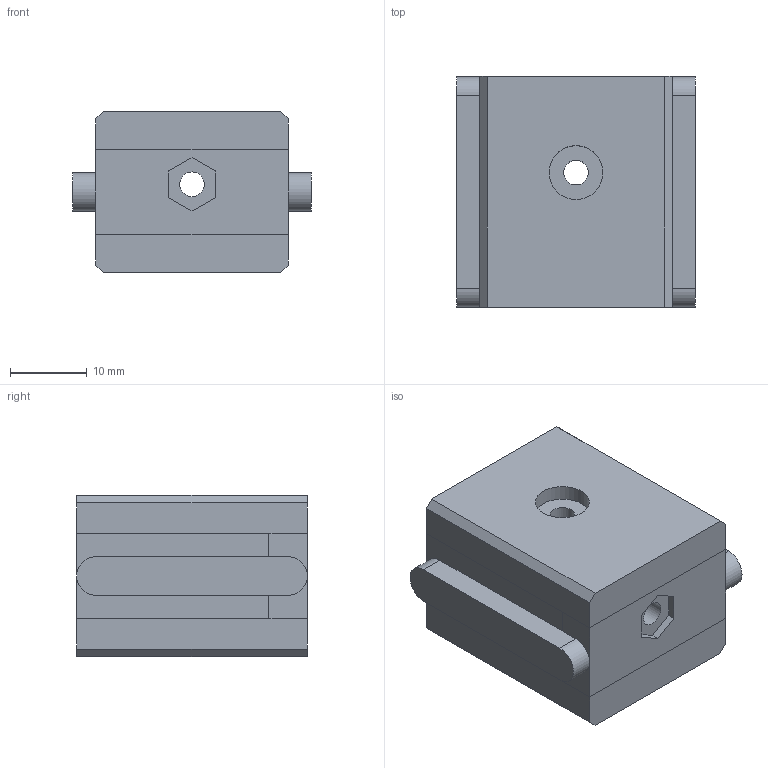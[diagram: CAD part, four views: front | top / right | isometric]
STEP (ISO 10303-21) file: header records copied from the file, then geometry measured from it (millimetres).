
FILE_DESCRIPTION(('FreeCAD Model'),'2;1');
FILE_NAME('Open CASCADE Shape Model','2023-08-16T16:58:55',('Author'),( ''),'Open CASCADE STEP processor 7.6','FreeCAD','Unknown');
FILE_SCHEMA(('AUTOMOTIVE_DESIGN { 1 0 10303 214 1 1 1 1 }'));
Length unit declared in the file: millimetre
Products named in the file (1): slide
Bounding box: 31 x 30 x 21 mm (x, y, z)
Volume: 11058.4 mm3; surface area: 5783.7 mm2
Topology: 1 solids, 1 shells, 58 faces, 135 edges, 86 vertices
Faces by surface type: plane 49, cylinder 9
Full cylindrical faces by diameter (mm): 3.2 x2, 4.5 x1, 7 x2
Entity records: 3448 total; most frequent: CARTESIAN_POINT 610, DIRECTION 539, LINE 349, VECTOR 349, ORIENTED_EDGE 270, PCURVE 270, DEFINITIONAL_REPRESENTATION 270, EDGE_CURVE 135
